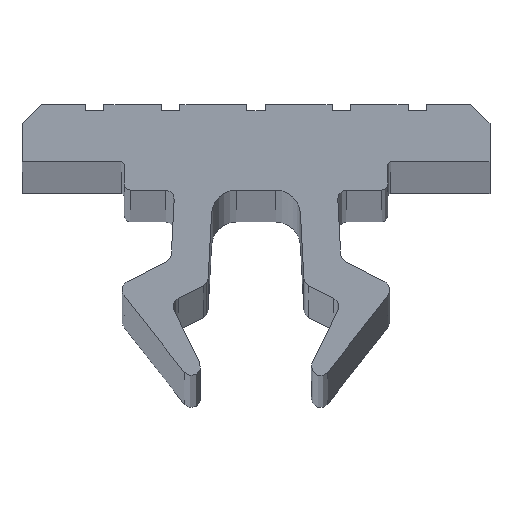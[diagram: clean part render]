
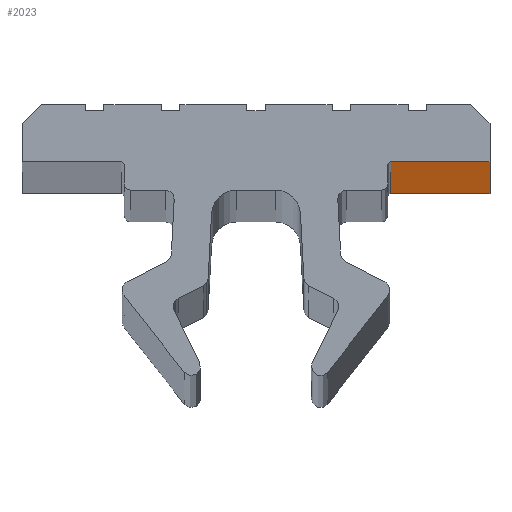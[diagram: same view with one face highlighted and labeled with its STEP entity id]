
A CAD part, top view. The second image highlights one B-rep face of the part: STEP entity #2023.
In plain terms, the highlighted planar face has unit normal (0, -1, 0).
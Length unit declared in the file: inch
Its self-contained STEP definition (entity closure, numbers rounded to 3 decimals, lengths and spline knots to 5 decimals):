
#70 = VECTOR ( 'NONE', #2182, 39.37008 ) ;
#82 = VERTEX_POINT ( 'NONE', #2071 ) ;
#96 = CARTESIAN_POINT ( 'NONE',  ( 0.769, -0.188, -30. ) ) ;
#107 = EDGE_CURVE ( 'NONE', #952, #82, #976, .T. ) ;
#123 = DIRECTION ( 'NONE',  ( 0., 0., -1. ) ) ;
#231 = VECTOR ( 'NONE', #1516, 39.37008 ) ;
#234 = DIRECTION ( 'NONE',  ( 0., 1., 0. ) ) ;
#320 = AXIS2_PLACEMENT_3D ( 'NONE', #1400, #234, #845 ) ;
#424 = CARTESIAN_POINT ( 'NONE',  ( 0.4425, -0.188, 30. ) ) ;
#438 = EDGE_CURVE ( 'NONE', #1804, #82, #515, .T. ) ;
#515 = LINE ( 'NONE', #96, #70 ) ;
#571 = PLANE ( 'NONE',  #320 ) ;
#591 = ORIENTED_EDGE ( 'NONE', *, *, #2042, .T. ) ;
#793 = EDGE_LOOP ( 'NONE', ( #1709, #591, #813, #828 ) ) ;
#813 = ORIENTED_EDGE ( 'NONE', *, *, #438, .T. ) ;
#828 = ORIENTED_EDGE ( 'NONE', *, *, #107, .F. ) ;
#845 = DIRECTION ( 'NONE',  ( -1., 0., 0. ) ) ;
#907 = CARTESIAN_POINT ( 'NONE',  ( 0.769, -0.188, 30. ) ) ;
#942 = LINE ( 'NONE', #1956, #1171 ) ;
#952 = VERTEX_POINT ( 'NONE', #907 ) ;
#976 = LINE ( 'NONE', #1222, #231 ) ;
#1034 = EDGE_CURVE ( 'NONE', #1408, #952, #942, .T. ) ;
#1087 = FACE_OUTER_BOUND ( 'NONE', #793, .T. ) ;
#1104 = CARTESIAN_POINT ( 'NONE',  ( 0.4425, -0.188, -30. ) ) ;
#1128 = VECTOR ( 'NONE', #123, 39.37008 ) ;
#1171 = VECTOR ( 'NONE', #1425, 39.37008 ) ;
#1222 = CARTESIAN_POINT ( 'NONE',  ( 0.769, -0.188, 30. ) ) ;
#1241 = CARTESIAN_POINT ( 'NONE',  ( 0.4425, -0.188, -30. ) ) ;
#1282 = LINE ( 'NONE', #1241, #1128 ) ;
#1400 = CARTESIAN_POINT ( 'NONE',  ( 0.769, -0.188, 30. ) ) ;
#1408 = VERTEX_POINT ( 'NONE', #424 ) ;
#1425 = DIRECTION ( 'NONE',  ( 1., 0., 0. ) ) ;
#1516 = DIRECTION ( 'NONE',  ( 0., 0., -1. ) ) ;
#1709 = ORIENTED_EDGE ( 'NONE', *, *, #1034, .F. ) ;
#1804 = VERTEX_POINT ( 'NONE', #1104 ) ;
#1956 = CARTESIAN_POINT ( 'NONE',  ( 0.769, -0.188, 30. ) ) ;
#2023 = ADVANCED_FACE ( 'NONE', ( #1087 ), #571, .F. ) ;
#2042 = EDGE_CURVE ( 'NONE', #1408, #1804, #1282, .T. ) ;
#2071 = CARTESIAN_POINT ( 'NONE',  ( 0.769, -0.188, -30. ) ) ;
#2182 = DIRECTION ( 'NONE',  ( 1., 0., 0. ) ) ;
